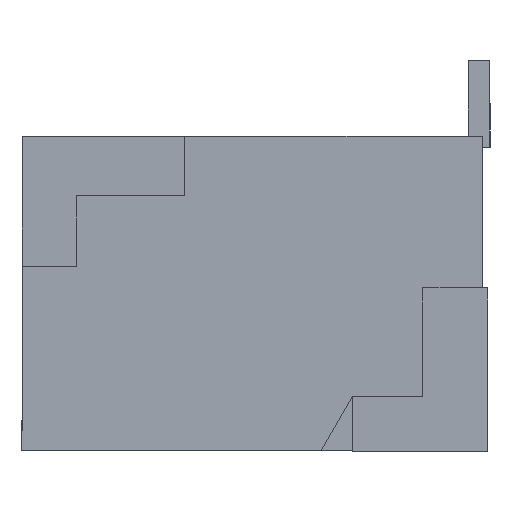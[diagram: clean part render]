
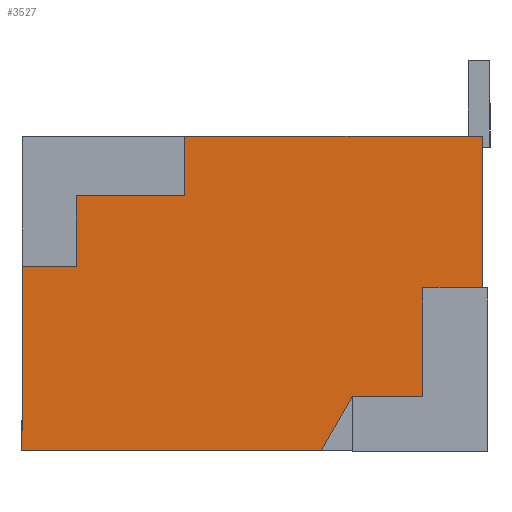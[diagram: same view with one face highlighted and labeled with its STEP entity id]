
A CAD part, left-side view. The second image highlights one B-rep face of the part: STEP entity #3527.
In plain terms, the highlighted planar face has unit normal (-1, 0, 0).
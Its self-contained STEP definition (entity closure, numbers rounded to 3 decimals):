
#22 = EDGE_CURVE ( 'NONE', #1873, #1711, #645, .T. ) ;
#42 = PLANE ( 'NONE',  #1867 ) ;
#177 = CARTESIAN_POINT ( 'NONE',  ( -2.5, 1.489, -0.7 ) ) ;
#206 = LINE ( 'NONE', #2205, #2672 ) ;
#263 = LINE ( 'NONE', #2828, #2218 ) ;
#319 = DIRECTION ( 'NONE',  ( 1., 0., 0. ) ) ;
#372 = DIRECTION ( 'NONE',  ( 0., -1., 0. ) ) ;
#419 = CARTESIAN_POINT ( 'NONE',  ( -2.5, 0.55, 0.8 ) ) ;
#489 = LINE ( 'NONE', #1406, #3577 ) ;
#591 = ORIENTED_EDGE ( 'NONE', *, *, #22, .F. ) ;
#592 = LINE ( 'NONE', #1399, #2619 ) ;
#598 = CARTESIAN_POINT ( 'NONE',  ( -2.5, 1.2, -0.2 ) ) ;
#615 = VERTEX_POINT ( 'NONE', #1299 ) ;
#630 = ORIENTED_EDGE ( 'NONE', *, *, #1884, .F. ) ;
#645 = LINE ( 'NONE', #1648, #2667 ) ;
#672 = LINE ( 'NONE', #1940, #1828 ) ;
#747 = DIRECTION ( 'NONE',  ( 0., 1., 0. ) ) ;
#772 = VECTOR ( 'NONE', #372, 1000. ) ;
#907 = VECTOR ( 'NONE', #1346, 1000. ) ;
#965 = VERTEX_POINT ( 'NONE', #1130 ) ;
#975 = EDGE_CURVE ( 'NONE', #615, #3177, #592, .T. ) ;
#1036 = CARTESIAN_POINT ( 'NONE',  ( -2.5, 0., -0.2 ) ) ;
#1091 = DIRECTION ( 'NONE',  ( 0., 0., -1. ) ) ;
#1130 = CARTESIAN_POINT ( 'NONE',  ( -2.5, 0.55, -0.2 ) ) ;
#1188 = DIRECTION ( 'NONE',  ( 0., 0., -1. ) ) ;
#1196 = ORIENTED_EDGE ( 'NONE', *, *, #2508, .F. ) ;
#1299 = CARTESIAN_POINT ( 'NONE',  ( -2.5, 4.25, 1. ) ) ;
#1346 = DIRECTION ( 'NONE',  ( 0., -1., 0. ) ) ;
#1399 = CARTESIAN_POINT ( 'NONE',  ( -2.5, 4.25, -0.7 ) ) ;
#1406 = CARTESIAN_POINT ( 'NONE',  ( -2.5, 0., 0.8 ) ) ;
#1484 = DIRECTION ( 'NONE',  ( 0., 0.5, -0.866 ) ) ;
#1596 = CARTESIAN_POINT ( 'NONE',  ( -2.5, 0., 2.2 ) ) ;
#1648 = CARTESIAN_POINT ( 'NONE',  ( -2.5, 0., -0.7 ) ) ;
#1681 = DIRECTION ( 'NONE',  ( 0., 0., -1. ) ) ;
#1688 = CARTESIAN_POINT ( 'NONE',  ( -2.5, 3.75, -0.7 ) ) ;
#1711 = VERTEX_POINT ( 'NONE', #3648 ) ;
#1760 = ORIENTED_EDGE ( 'NONE', *, *, #2708, .F. ) ;
#1807 = EDGE_CURVE ( 'NONE', #615, #3606, #206, .T. ) ;
#1818 = ORIENTED_EDGE ( 'NONE', *, *, #2176, .F. ) ;
#1828 = VECTOR ( 'NONE', #1929, 1000. ) ;
#1855 = DIRECTION ( 'NONE',  ( 0., -1., 0. ) ) ;
#1867 = AXIS2_PLACEMENT_3D ( 'NONE', #2123, #319, #1188 ) ;
#1873 = VERTEX_POINT ( 'NONE', #1596 ) ;
#1884 = EDGE_CURVE ( 'NONE', #2287, #3177, #1961, .T. ) ;
#1897 = DIRECTION ( 'NONE',  ( 0., 1., 0. ) ) ;
#1929 = DIRECTION ( 'NONE',  ( 0., 0., 1. ) ) ;
#1940 = CARTESIAN_POINT ( 'NONE',  ( -2.5, 2.75, -0.7 ) ) ;
#1961 = LINE ( 'NONE', #2775, #3850 ) ;
#1983 = DIRECTION ( 'NONE',  ( 0., 0., 1. ) ) ;
#2052 = ORIENTED_EDGE ( 'NONE', *, *, #3259, .F. ) ;
#2097 = CARTESIAN_POINT ( 'NONE',  ( -2.5, 4.25, -0.7 ) ) ;
#2123 = CARTESIAN_POINT ( 'NONE',  ( -2.5, 0., -0.7 ) ) ;
#2153 = CARTESIAN_POINT ( 'NONE',  ( -2.5, 0., 2.2 ) ) ;
#2155 = VERTEX_POINT ( 'NONE', #419 ) ;
#2161 = ORIENTED_EDGE ( 'NONE', *, *, #3168, .F. ) ;
#2176 = EDGE_CURVE ( 'NONE', #3265, #3440, #672, .T. ) ;
#2205 = CARTESIAN_POINT ( 'NONE',  ( -2.5, 0., 1. ) ) ;
#2218 = VECTOR ( 'NONE', #2490, 1000. ) ;
#2222 = VECTOR ( 'NONE', #1897, 1000. ) ;
#2283 = CARTESIAN_POINT ( 'NONE',  ( -2.5, 2.75, 1.65 ) ) ;
#2287 = VERTEX_POINT ( 'NONE', #177 ) ;
#2338 = EDGE_CURVE ( 'NONE', #3440, #1873, #3059, .T. ) ;
#2362 = LINE ( 'NONE', #1688, #2599 ) ;
#2460 = EDGE_CURVE ( 'NONE', #3528, #3265, #3004, .T. ) ;
#2475 = ORIENTED_EDGE ( 'NONE', *, *, #975, .T. ) ;
#2490 = DIRECTION ( 'NONE',  ( 0., 0., -1. ) ) ;
#2508 = EDGE_CURVE ( 'NONE', #965, #3162, #3816, .T. ) ;
#2519 = CARTESIAN_POINT ( 'NONE',  ( -2.5, 0., 1.65 ) ) ;
#2599 = VECTOR ( 'NONE', #1983, 1000. ) ;
#2619 = VECTOR ( 'NONE', #1681, 1000. ) ;
#2629 = CARTESIAN_POINT ( 'NONE',  ( -2.5, 2.75, 2.2 ) ) ;
#2667 = VECTOR ( 'NONE', #1091, 1000. ) ;
#2672 = VECTOR ( 'NONE', #1855, 1000. ) ;
#2703 = CARTESIAN_POINT ( 'NONE',  ( -2.5, 1.2, -0.2 ) ) ;
#2708 = EDGE_CURVE ( 'NONE', #2155, #965, #263, .T. ) ;
#2775 = CARTESIAN_POINT ( 'NONE',  ( -2.5, 4.25, -0.7 ) ) ;
#2828 = CARTESIAN_POINT ( 'NONE',  ( -2.5, 0.55, -0.7 ) ) ;
#3004 = LINE ( 'NONE', #2519, #907 ) ;
#3052 = ORIENTED_EDGE ( 'NONE', *, *, #2460, .F. ) ;
#3059 = LINE ( 'NONE', #2153, #772 ) ;
#3140 = ORIENTED_EDGE ( 'NONE', *, *, #2338, .F. ) ;
#3162 = VERTEX_POINT ( 'NONE', #598 ) ;
#3167 = VECTOR ( 'NONE', #1484, 1000. ) ;
#3168 = EDGE_CURVE ( 'NONE', #3162, #2287, #3404, .T. ) ;
#3177 = VERTEX_POINT ( 'NONE', #2097 ) ;
#3233 = EDGE_CURVE ( 'NONE', #3606, #3528, #2362, .T. ) ;
#3259 = EDGE_CURVE ( 'NONE', #1711, #2155, #489, .T. ) ;
#3265 = VERTEX_POINT ( 'NONE', #2283 ) ;
#3278 = CARTESIAN_POINT ( 'NONE',  ( -2.5, 3.75, 1.65 ) ) ;
#3329 = ORIENTED_EDGE ( 'NONE', *, *, #3233, .F. ) ;
#3404 = LINE ( 'NONE', #2703, #3167 ) ;
#3419 = CARTESIAN_POINT ( 'NONE',  ( -2.5, 3.75, 1. ) ) ;
#3440 = VERTEX_POINT ( 'NONE', #2629 ) ;
#3443 = FACE_OUTER_BOUND ( 'NONE', #3506, .T. ) ;
#3506 = EDGE_LOOP ( 'NONE', ( #591, #3140, #1818, #3052, #3329, #3725, #2475, #630, #2161, #1196, #1760, #2052 ) ) ;
#3527 = ADVANCED_FACE ( 'NONE', ( #3443 ), #42, .F. ) ;
#3528 = VERTEX_POINT ( 'NONE', #3278 ) ;
#3577 = VECTOR ( 'NONE', #747, 1000. ) ;
#3606 = VERTEX_POINT ( 'NONE', #3419 ) ;
#3648 = CARTESIAN_POINT ( 'NONE',  ( -2.5, 0., 0.8 ) ) ;
#3689 = DIRECTION ( 'NONE',  ( 0., 1., 0. ) ) ;
#3725 = ORIENTED_EDGE ( 'NONE', *, *, #1807, .F. ) ;
#3816 = LINE ( 'NONE', #1036, #2222 ) ;
#3850 = VECTOR ( 'NONE', #3689, 1000. ) ;
